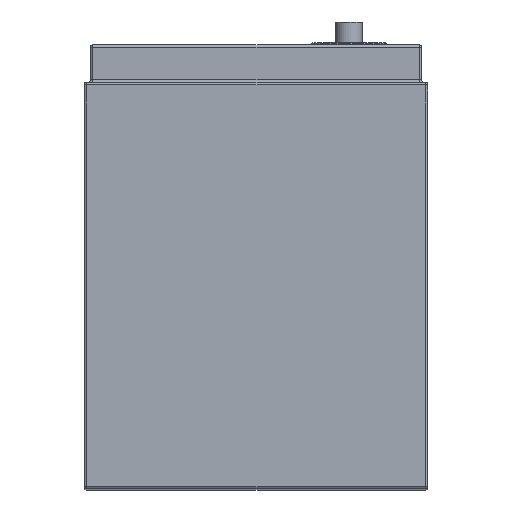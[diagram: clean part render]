
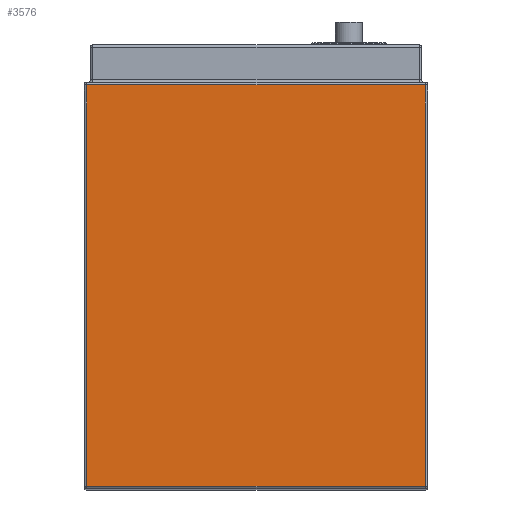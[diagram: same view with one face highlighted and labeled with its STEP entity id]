
A CAD part, top view. The second image highlights one B-rep face of the part: STEP entity #3576.
In plain terms, the highlighted planar face has unit normal (0, 0, 1).
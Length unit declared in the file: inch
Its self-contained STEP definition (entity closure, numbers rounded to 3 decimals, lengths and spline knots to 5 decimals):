
#446=FACE_OUTER_BOUND('',#602,.T.);
#602=EDGE_LOOP('',(#3394,#3395,#3396,#3397));
#917=LINE('',#6248,#1242);
#919=LINE('',#6258,#1244);
#920=LINE('',#6260,#1245);
#926=LINE('',#6270,#1251);
#1242=VECTOR('',#4429,0.3937);
#1244=VECTOR('',#4443,0.3937);
#1245=VECTOR('',#4446,0.3937);
#1251=VECTOR('',#4460,0.3937);
#1741=VERTEX_POINT('',#6216);
#1745=VERTEX_POINT('',#6228);
#1749=VERTEX_POINT('',#6244);
#1751=VERTEX_POINT('',#6251);
#2289=EDGE_CURVE('',#1741,#1749,#917,.T.);
#2294=EDGE_CURVE('',#1749,#1751,#919,.T.);
#2295=EDGE_CURVE('',#1751,#1745,#920,.T.);
#2301=EDGE_CURVE('',#1745,#1741,#926,.T.);
#3394=ORIENTED_EDGE('',*,*,#2289,.F.);
#3395=ORIENTED_EDGE('',*,*,#2301,.F.);
#3396=ORIENTED_EDGE('',*,*,#2295,.F.);
#3397=ORIENTED_EDGE('',*,*,#2294,.F.);
#3468=PLANE('',#3782);
#3576=ADVANCED_FACE('',(#446),#3468,.T.);
#3782=AXIS2_PLACEMENT_3D('',#6279,#4473,#4474);
#4429=DIRECTION('',(1.,0.,0.));
#4443=DIRECTION('',(0.,-1.,0.));
#4446=DIRECTION('',(-1.,0.,0.));
#4460=DIRECTION('',(0.,1.,0.));
#4473=DIRECTION('center_axis',(0.,0.,1.));
#4474=DIRECTION('ref_axis',(1.,0.,0.));
#6216=CARTESIAN_POINT('',(-3.19803,7.62717,6.49606));
#6228=CARTESIAN_POINT('',(-3.19803,0.05,6.49606));
#6244=CARTESIAN_POINT('',(3.19803,7.62717,6.49606));
#6248=CARTESIAN_POINT('',(-1.62402,7.62717,6.49606));
#6251=CARTESIAN_POINT('',(3.19803,0.05,6.49606));
#6258=CARTESIAN_POINT('',(3.19803,0.,6.49606));
#6260=CARTESIAN_POINT('',(-1.62402,0.05,6.49606));
#6270=CARTESIAN_POINT('',(-3.19803,0.,6.49606));
#6279=CARTESIAN_POINT('Origin',(-3.24803,0.,6.49606));
